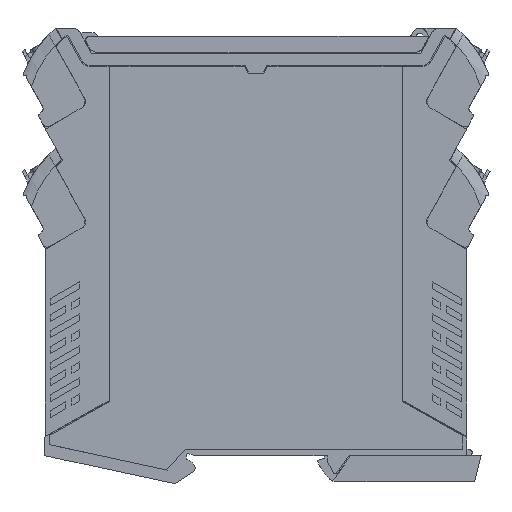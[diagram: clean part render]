
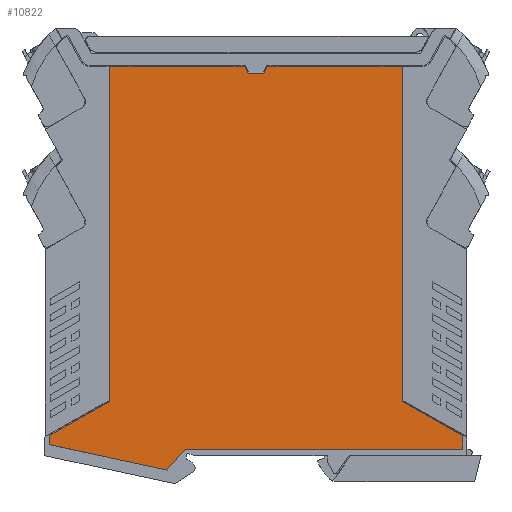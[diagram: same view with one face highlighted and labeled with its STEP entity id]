
A CAD part, left-side view. The second image highlights one B-rep face of the part: STEP entity #10822.
In plain terms, the highlighted planar face has unit normal (-1, 0, 0).
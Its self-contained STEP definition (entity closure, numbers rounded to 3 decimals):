
#10800=AXIS2_PLACEMENT_3D('Plane Axis2P3D',#10797,#10798,#10799) ;
#7149=CARTESIAN_POINT('Vertex',(0.,6.773,12.04)) ;
#7152=CARTESIAN_POINT('Line Origine',(0.,6.773,10.332)) ;
#7156=CARTESIAN_POINT('Vertex',(0.,6.773,8.624)) ;
#7172=CARTESIAN_POINT('Line Origine',(0.,58.64,8.624)) ;
#7176=CARTESIAN_POINT('Vertex',(0.,76.332,8.624)) ;
#7192=CARTESIAN_POINT('Line Origine',(0.,78.847,5.745)) ;
#7196=CARTESIAN_POINT('Vertex',(0.,80.884,3.413)) ;
#7198=CARTESIAN_POINT('Vertex',(0.,76.81,8.077)) ;
#7206=CARTESIAN_POINT('Line Origine',(0.,76.568,8.353)) ;
#7210=CARTESIAN_POINT('Vertex',(0.,76.805,8.082)) ;
#7213=CARTESIAN_POINT('Line Origine',(0.,76.808,8.079)) ;
#7230=CARTESIAN_POINT('Line Origine',(0.,95.661,6.592)) ;
#7234=CARTESIAN_POINT('Vertex',(0.,110.437,9.771)) ;
#7254=CARTESIAN_POINT('Line Origine',(0.,110.437,10.906)) ;
#7258=CARTESIAN_POINT('Vertex',(0.,110.437,12.04)) ;
#7274=CARTESIAN_POINT('Line Origine',(0.,102.821,16.305)) ;
#7278=CARTESIAN_POINT('Vertex',(0.,95.205,20.571)) ;
#7294=CARTESIAN_POINT('Line Origine',(0.,95.205,62.547)) ;
#7298=CARTESIAN_POINT('Vertex',(0.,95.205,104.524)) ;
#7314=CARTESIAN_POINT('Line Origine',(0.,63.186,104.524)) ;
#7318=CARTESIAN_POINT('Vertex',(0.,61.436,104.524)) ;
#7320=CARTESIAN_POINT('Vertex',(0.,64.936,104.524)) ;
#7328=CARTESIAN_POINT('Line Origine',(0.,80.07,104.524)) ;
#7347=CARTESIAN_POINT('Line Origine',(0.,60.993,103.574)) ;
#7351=CARTESIAN_POINT('Vertex',(0.,60.55,102.624)) ;
#7371=CARTESIAN_POINT('Vertex',(0.,56.66,102.624)) ;
#7374=CARTESIAN_POINT('Line Origine',(0.,58.605,102.624)) ;
#7392=CARTESIAN_POINT('Line Origine',(0.,56.217,103.574)) ;
#7396=CARTESIAN_POINT('Vertex',(0.,55.774,104.524)) ;
#7412=CARTESIAN_POINT('Line Origine',(0.,37.14,104.524)) ;
#7416=CARTESIAN_POINT('Vertex',(0.,22.005,104.524)) ;
#7418=CARTESIAN_POINT('Vertex',(0.,52.274,104.524)) ;
#7426=CARTESIAN_POINT('Line Origine',(0.,54.024,104.524)) ;
#7440=CARTESIAN_POINT('Line Origine',(0.,22.005,62.547)) ;
#7444=CARTESIAN_POINT('Vertex',(0.,22.005,20.571)) ;
#7460=CARTESIAN_POINT('Line Origine',(0.,14.389,16.305)) ;
#10797=CARTESIAN_POINT('Axis2P3D Location',(0.,58.605,7.024)) ;
#7153=DIRECTION('Vector Direction',(0.,0.,1.)) ;
#7173=DIRECTION('Vector Direction',(0.,1.,0.)) ;
#7193=DIRECTION('Vector Direction',(0.,-0.658,0.753)) ;
#7207=DIRECTION('Vector Direction',(0.,-0.658,0.753)) ;
#7214=DIRECTION('Vector Direction',(0.,-0.658,0.753)) ;
#7231=DIRECTION('Vector Direction',(0.,-0.978,-0.21)) ;
#7255=DIRECTION('Vector Direction',(0.,0.,-1.)) ;
#7275=DIRECTION('Vector Direction',(0.,0.872,-0.489)) ;
#7295=DIRECTION('Vector Direction',(0.,0.,-1.)) ;
#7315=DIRECTION('Vector Direction',(0.,1.,0.)) ;
#7329=DIRECTION('Vector Direction',(0.,1.,0.)) ;
#7348=DIRECTION('Vector Direction',(0.,0.423,0.906)) ;
#7375=DIRECTION('Vector Direction',(0.,1.,0.)) ;
#7393=DIRECTION('Vector Direction',(0.,-0.423,0.906)) ;
#7413=DIRECTION('Vector Direction',(0.,1.,0.)) ;
#7427=DIRECTION('Vector Direction',(0.,1.,0.)) ;
#7441=DIRECTION('Vector Direction',(0.,0.,1.)) ;
#7461=DIRECTION('Vector Direction',(0.,0.872,0.489)) ;
#10798=DIRECTION('Axis2P3D Direction',(-1.,0.,0.)) ;
#10799=DIRECTION('Axis2P3D XDirection',(0.,1.,0.)) ;
#7154=VECTOR('Line Direction',#7153,1.) ;
#7174=VECTOR('Line Direction',#7173,1.) ;
#7194=VECTOR('Line Direction',#7193,1.) ;
#7208=VECTOR('Line Direction',#7207,1.) ;
#7215=VECTOR('Line Direction',#7214,1.) ;
#7232=VECTOR('Line Direction',#7231,1.) ;
#7256=VECTOR('Line Direction',#7255,1.) ;
#7276=VECTOR('Line Direction',#7275,1.) ;
#7296=VECTOR('Line Direction',#7295,1.) ;
#7316=VECTOR('Line Direction',#7315,1.) ;
#7330=VECTOR('Line Direction',#7329,1.) ;
#7349=VECTOR('Line Direction',#7348,1.) ;
#7376=VECTOR('Line Direction',#7375,1.) ;
#7394=VECTOR('Line Direction',#7393,1.) ;
#7414=VECTOR('Line Direction',#7413,1.) ;
#7428=VECTOR('Line Direction',#7427,1.) ;
#7442=VECTOR('Line Direction',#7441,1.) ;
#7462=VECTOR('Line Direction',#7461,1.) ;
#10803=ORIENTED_EDGE('',*,*,#7378,.T.) ;
#10804=ORIENTED_EDGE('',*,*,#7353,.T.) ;
#10805=ORIENTED_EDGE('',*,*,#7322,.T.) ;
#10806=ORIENTED_EDGE('',*,*,#7332,.T.) ;
#10807=ORIENTED_EDGE('',*,*,#7300,.T.) ;
#10808=ORIENTED_EDGE('',*,*,#7280,.T.) ;
#10809=ORIENTED_EDGE('',*,*,#7260,.T.) ;
#10810=ORIENTED_EDGE('',*,*,#7236,.T.) ;
#10811=ORIENTED_EDGE('',*,*,#7200,.T.) ;
#10812=ORIENTED_EDGE('',*,*,#7217,.T.) ;
#10813=ORIENTED_EDGE('',*,*,#7212,.T.) ;
#10814=ORIENTED_EDGE('',*,*,#7178,.T.) ;
#10815=ORIENTED_EDGE('',*,*,#7158,.T.) ;
#10816=ORIENTED_EDGE('',*,*,#7464,.T.) ;
#10817=ORIENTED_EDGE('',*,*,#7446,.T.) ;
#10818=ORIENTED_EDGE('',*,*,#7420,.T.) ;
#10819=ORIENTED_EDGE('',*,*,#7430,.T.) ;
#10820=ORIENTED_EDGE('',*,*,#7398,.T.) ;
#10822=ADVANCED_FACE('GEHAEUSE',(#10821),#10801,.T.) ;
#7158=EDGE_CURVE('',#7157,#7150,#7155,.T.) ;
#7178=EDGE_CURVE('',#7177,#7157,#7175,.F.) ;
#7200=EDGE_CURVE('',#7197,#7199,#7195,.T.) ;
#7212=EDGE_CURVE('',#7211,#7177,#7209,.T.) ;
#7217=EDGE_CURVE('',#7199,#7211,#7216,.T.) ;
#7236=EDGE_CURVE('',#7235,#7197,#7233,.T.) ;
#7260=EDGE_CURVE('',#7259,#7235,#7257,.T.) ;
#7280=EDGE_CURVE('',#7279,#7259,#7277,.T.) ;
#7300=EDGE_CURVE('',#7299,#7279,#7297,.T.) ;
#7322=EDGE_CURVE('',#7319,#7321,#7317,.T.) ;
#7332=EDGE_CURVE('',#7321,#7299,#7331,.T.) ;
#7353=EDGE_CURVE('',#7352,#7319,#7350,.T.) ;
#7378=EDGE_CURVE('',#7372,#7352,#7377,.T.) ;
#7398=EDGE_CURVE('',#7397,#7372,#7395,.F.) ;
#7420=EDGE_CURVE('',#7417,#7419,#7415,.T.) ;
#7430=EDGE_CURVE('',#7419,#7397,#7429,.T.) ;
#7446=EDGE_CURVE('',#7445,#7417,#7443,.T.) ;
#7464=EDGE_CURVE('',#7150,#7445,#7463,.T.) ;
#10802=EDGE_LOOP('',(#10803,#10804,#10805,#10806,#10807,#10808,#10809,#10810,#10811,#10812,#10813,#10814,#10815,#10816,#10817,#10818,#10819,#10820)) ;
#10821=FACE_OUTER_BOUND('',#10802,.T.) ;
#7155=LINE('Line',#7152,#7154) ;
#7175=LINE('Line',#7172,#7174) ;
#7195=LINE('Line',#7192,#7194) ;
#7209=LINE('Line',#7206,#7208) ;
#7216=LINE('Line',#7213,#7215) ;
#7233=LINE('Line',#7230,#7232) ;
#7257=LINE('Line',#7254,#7256) ;
#7277=LINE('Line',#7274,#7276) ;
#7297=LINE('Line',#7294,#7296) ;
#7317=LINE('Line',#7314,#7316) ;
#7331=LINE('Line',#7328,#7330) ;
#7350=LINE('Line',#7347,#7349) ;
#7377=LINE('Line',#7374,#7376) ;
#7395=LINE('Line',#7392,#7394) ;
#7415=LINE('Line',#7412,#7414) ;
#7429=LINE('Line',#7426,#7428) ;
#7443=LINE('Line',#7440,#7442) ;
#7463=LINE('Line',#7460,#7462) ;
#10801=PLANE('',#10800) ;
#7150=VERTEX_POINT('',#7149) ;
#7157=VERTEX_POINT('',#7156) ;
#7177=VERTEX_POINT('',#7176) ;
#7197=VERTEX_POINT('',#7196) ;
#7199=VERTEX_POINT('',#7198) ;
#7211=VERTEX_POINT('',#7210) ;
#7235=VERTEX_POINT('',#7234) ;
#7259=VERTEX_POINT('',#7258) ;
#7279=VERTEX_POINT('',#7278) ;
#7299=VERTEX_POINT('',#7298) ;
#7319=VERTEX_POINT('',#7318) ;
#7321=VERTEX_POINT('',#7320) ;
#7352=VERTEX_POINT('',#7351) ;
#7372=VERTEX_POINT('',#7371) ;
#7397=VERTEX_POINT('',#7396) ;
#7417=VERTEX_POINT('',#7416) ;
#7419=VERTEX_POINT('',#7418) ;
#7445=VERTEX_POINT('',#7444) ;
